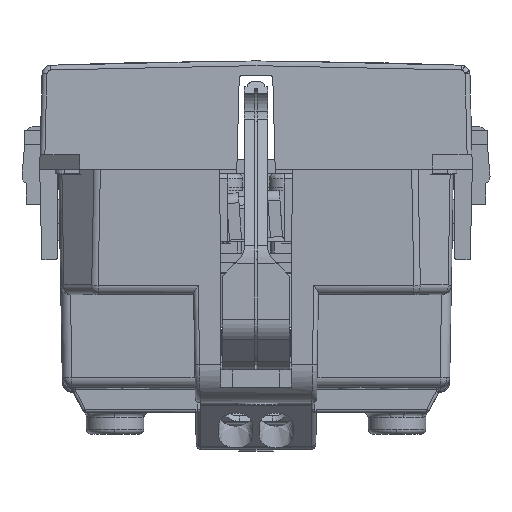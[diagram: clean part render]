
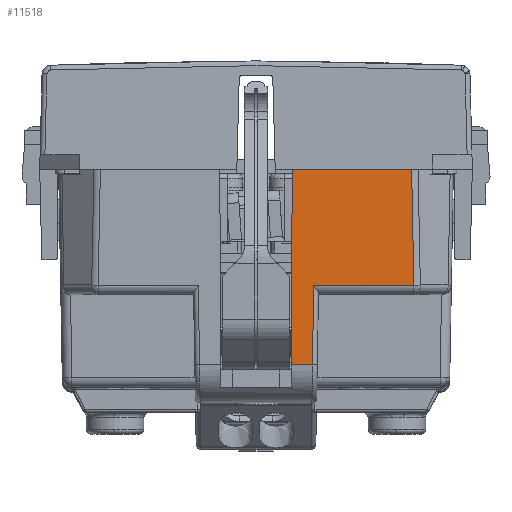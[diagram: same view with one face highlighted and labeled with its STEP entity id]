
A CAD part, left-side view. The second image highlights one B-rep face of the part: STEP entity #11518.
In plain terms, the highlighted planar face has unit normal (-1, 0, -0.018).
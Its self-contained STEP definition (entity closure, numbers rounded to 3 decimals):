
#7981 = EDGE_CURVE ( 'NONE', #137816, #11185, #127855, .T. ) ;
#11185 = VERTEX_POINT ( 'NONE', #127935 ) ;
#11518 = ADVANCED_FACE ( 'NONE', ( #101586 ), #14827, .T. ) ;
#14805 = CARTESIAN_POINT ( 'NONE',  ( -21.882, -5.985, 17.983 ) ) ;
#14827 = PLANE ( 'NONE',  #60702 ) ;
#15331 = DIRECTION ( 'NONE',  ( 0.017, 0., -1. ) ) ;
#20686 = LINE ( 'NONE', #80889, #139739 ) ;
#22806 = DIRECTION ( 'NONE',  ( 0.017, 0.017, -1. ) ) ;
#25491 = CARTESIAN_POINT ( 'NONE',  ( -22.1, 22.277, 30.5 ) ) ;
#25959 = ORIENTED_EDGE ( 'NONE', *, *, #7981, .F. ) ;
#26744 = CARTESIAN_POINT ( 'NONE',  ( -22.091, -3.749, 30. ) ) ;
#27243 = DIRECTION ( 'NONE',  ( 0., -1., 0. ) ) ;
#27716 = ORIENTED_EDGE ( 'NONE', *, *, #105141, .T. ) ;
#31883 = ORIENTED_EDGE ( 'NONE', *, *, #116491, .T. ) ;
#42559 = CARTESIAN_POINT ( 'NONE',  ( -21.882, -16.349, 17.983 ) ) ;
#47154 = DIRECTION ( 'NONE',  ( 0.017, 0.004, -1. ) ) ;
#47257 = DIRECTION ( 'NONE',  ( 0., -1., 0. ) ) ;
#48140 = VECTOR ( 'NONE', #47257, 1000. ) ;
#49920 = ORIENTED_EDGE ( 'NONE', *, *, #128000, .T. ) ;
#50229 = VERTEX_POINT ( 'NONE', #42559 ) ;
#53431 = VECTOR ( 'NONE', #27243, 1000. ) ;
#56033 = CARTESIAN_POINT ( 'NONE',  ( -22.091, -16.116, 29.993 ) ) ;
#60702 = AXIS2_PLACEMENT_3D ( 'NONE', #25491, #129280, #15331 ) ;
#61795 = EDGE_CURVE ( 'NONE', #111194, #120458, #109350, .T. ) ;
#62627 = VECTOR ( 'NONE', #90765, 1000. ) ;
#67613 = ORIENTED_EDGE ( 'NONE', *, *, #115795, .T. ) ;
#70055 = VECTOR ( 'NONE', #22806, 1000. ) ;
#71293 = ORIENTED_EDGE ( 'NONE', *, *, #61795, .F. ) ;
#71873 = CARTESIAN_POINT ( 'NONE',  ( -21.737, -3.66, 9.73 ) ) ;
#73438 = LINE ( 'NONE', #56033, #62627 ) ;
#78481 = CARTESIAN_POINT ( 'NONE',  ( -21.882, 22.277, 17.983 ) ) ;
#78976 = DIRECTION ( 'NONE',  ( 0., -1., 0. ) ) ;
#80889 = CARTESIAN_POINT ( 'NONE',  ( -22.091, -3.749, 30. ) ) ;
#85424 = LINE ( 'NONE', #78481, #136035 ) ;
#90765 = DIRECTION ( 'NONE',  ( -0.017, 0.019, 1. ) ) ;
#95876 = CARTESIAN_POINT ( 'NONE',  ( -21.737, -3.66, 9.73 ) ) ;
#101145 = CARTESIAN_POINT ( 'NONE',  ( -22.091, -3.749, 30. ) ) ;
#101586 = FACE_OUTER_BOUND ( 'NONE', #102248, .T. ) ;
#102248 = EDGE_LOOP ( 'NONE', ( #25959, #49920, #67613, #71293, #27716, #31883 ) ) ;
#105141 = EDGE_CURVE ( 'NONE', #111194, #116944, #20686, .T. ) ;
#109350 = LINE ( 'NONE', #26744, #53431 ) ;
#111194 = VERTEX_POINT ( 'NONE', #101145 ) ;
#115795 = EDGE_CURVE ( 'NONE', #50229, #120458, #73438, .T. ) ;
#116491 = EDGE_CURVE ( 'NONE', #116944, #11185, #125691, .T. ) ;
#116944 = VERTEX_POINT ( 'NONE', #95876 ) ;
#120458 = VERTEX_POINT ( 'NONE', #132274 ) ;
#122133 = CARTESIAN_POINT ( 'NONE',  ( -21.882, -5.985, 17.983 ) ) ;
#125691 = LINE ( 'NONE', #71873, #48140 ) ;
#127855 = LINE ( 'NONE', #122133, #70055 ) ;
#127935 = CARTESIAN_POINT ( 'NONE',  ( -21.737, -5.841, 9.73 ) ) ;
#128000 = EDGE_CURVE ( 'NONE', #137816, #50229, #85424, .T. ) ;
#129280 = DIRECTION ( 'NONE',  ( -1., 0., -0.017 ) ) ;
#132274 = CARTESIAN_POINT ( 'NONE',  ( -22.091, -16.116, 30. ) ) ;
#136035 = VECTOR ( 'NONE', #78976, 1000. ) ;
#137816 = VERTEX_POINT ( 'NONE', #14805 ) ;
#139739 = VECTOR ( 'NONE', #47154, 1000. ) ;
